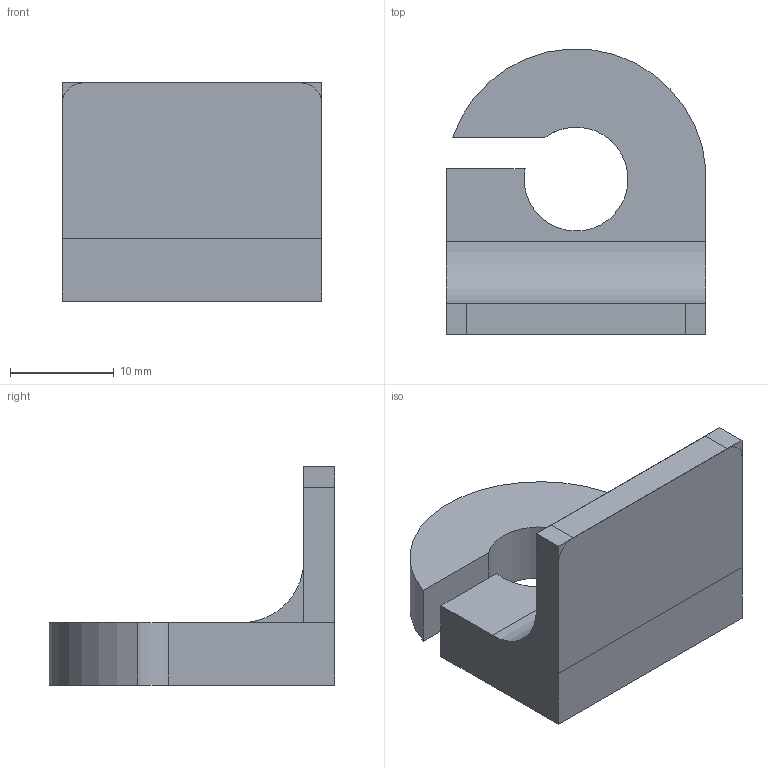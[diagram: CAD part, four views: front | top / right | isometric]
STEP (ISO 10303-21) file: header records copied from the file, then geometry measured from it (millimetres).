
FILE_DESCRIPTION(('FreeCAD Model'),'2;1');
FILE_NAME('cable_hook.step','2018-02-23T14:15:38',('Author'),(''), 'Open CASCADE STEP processor 6.8','FreeCAD','Unknown');
FILE_SCHEMA(('AUTOMOTIVE_DESIGN_CC2 { 1 2 10303 214 -1 1 5 4 }'));
Length unit declared in the file: millimetre
Products named in the file (7): ASSEMBLY; Fillet; Fillet001; Pad; Sketch; Sketch001; Pad001
Assembly tree (6 placements, depth 2):
  ASSEMBLY
    Fillet
    Fillet001
    Pad
    Sketch
    Sketch001
    Pad001
Bounding box: 25 x 27.53 x 21 mm (x, y, z)
Surface area: 9822 mm2
Topology: 4 solids, 4 shells, 55 faces, 144 edges, 108 vertices
Faces by surface type: plane 43, cylinder 12
Entity records: 3630 total; most frequent: CARTESIAN_POINT 700, DIRECTION 540, LINE 360, VECTOR 360, ORIENTED_EDGE 266, PCURVE 266, DEFINITIONAL_REPRESENTATION 266, EDGE_CURVE 133
